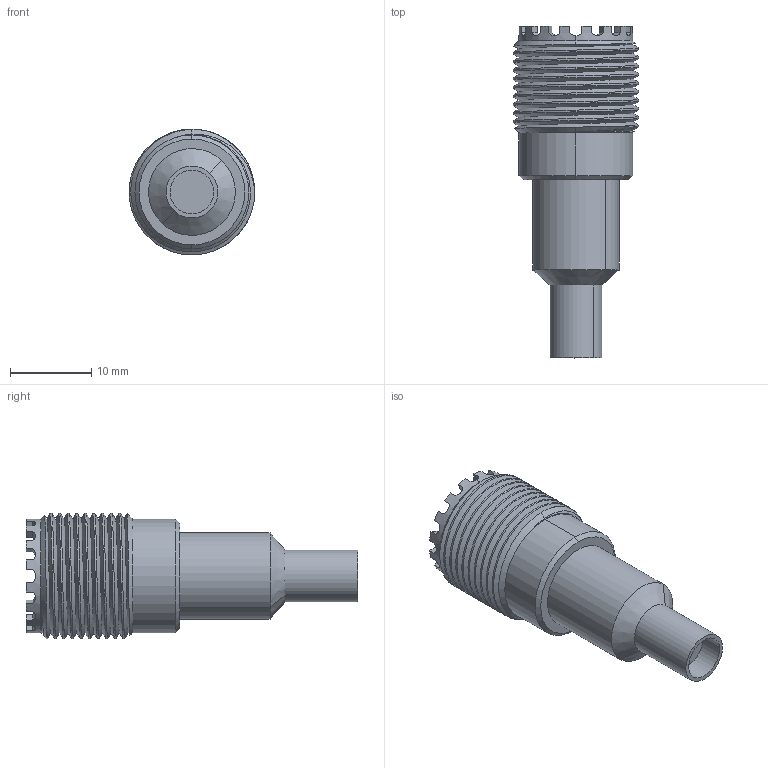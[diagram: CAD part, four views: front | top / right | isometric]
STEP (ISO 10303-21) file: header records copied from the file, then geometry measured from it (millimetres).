
FILE_DESCRIPTION (( 'STEP AP203' ), '1' );
FILE_NAME ('UHF JACK STRAIGHT FOR RG58 CABLE.STEP', '2025-03-13T01:16:57', ( '' ), ( '' ), 'SwSTEP 2.0', 'SolidWorks 2022', '' );
FILE_SCHEMA (( 'CONFIG_CONTROL_DESIGN' ));
Length unit declared in the file: millimetre
Products named in the file (1): UHF JACK STRAIGHT FOR RG58 CABLE
Bounding box: 15.48 x 40.95 x 15.5 mm (x, y, z)
Volume: 4215 mm3; surface area: 2315.8 mm2
Topology: 1 solids, 1 shells, 138 faces, 385 edges, 253 vertices
Faces by surface type: plane 66, cylinder 56, cone 14, bspline 2
Entity records: 5996 total; most frequent: CARTESIAN_POINT 2528, ORIENTED_EDGE 770, DIRECTION 649, EDGE_CURVE 385, VERTEX_POINT 253, AXIS2_PLACEMENT_3D 222, LINE 205, VECTOR 205
